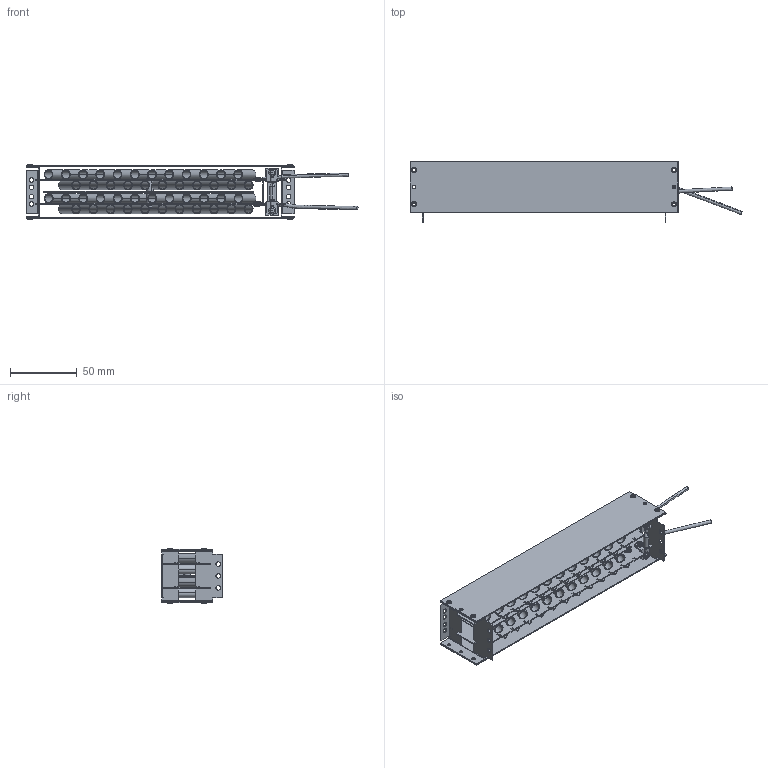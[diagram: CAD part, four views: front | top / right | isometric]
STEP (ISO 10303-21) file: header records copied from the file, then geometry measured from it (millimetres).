
FILE_DESCRIPTION (( 'STEP AP203' ), '1' );
FILE_NAME ('CB7 AUG2017 203.STEP', '2017-08-31T13:33:56', ( '' ), ( '' ), 'SwSTEP 2.0', 'SolidWorks 2017', '' );
FILE_SCHEMA (( 'CONFIG_CONTROL_DESIGN' ));
Length unit declared in the file: inch
Products named in the file (1): CB7 AUG2017 203
Bounding box: 249.26 x 45.75 x 41.63 mm (x, y, z)
Volume: 43168.6 mm3; surface area: 134963.6 mm2
Topology: 109 solids, 109 shells, 1686 faces, 4125 edges, 2691 vertices
Faces by surface type: plane 800, cylinder 628, cone 195, torus 54, bspline 8, sphere 1
Full cylindrical faces by diameter (mm): 2.794 x1
Entity records: 58606 total; most frequent: CARTESIAN_POINT 17264, DIRECTION 8820, ORIENTED_EDGE 8252, EDGE_CURVE 4126, AXIS2_PLACEMENT_3D 3233, VERTEX_POINT 2692, VECTOR 2354, LINE 2354
